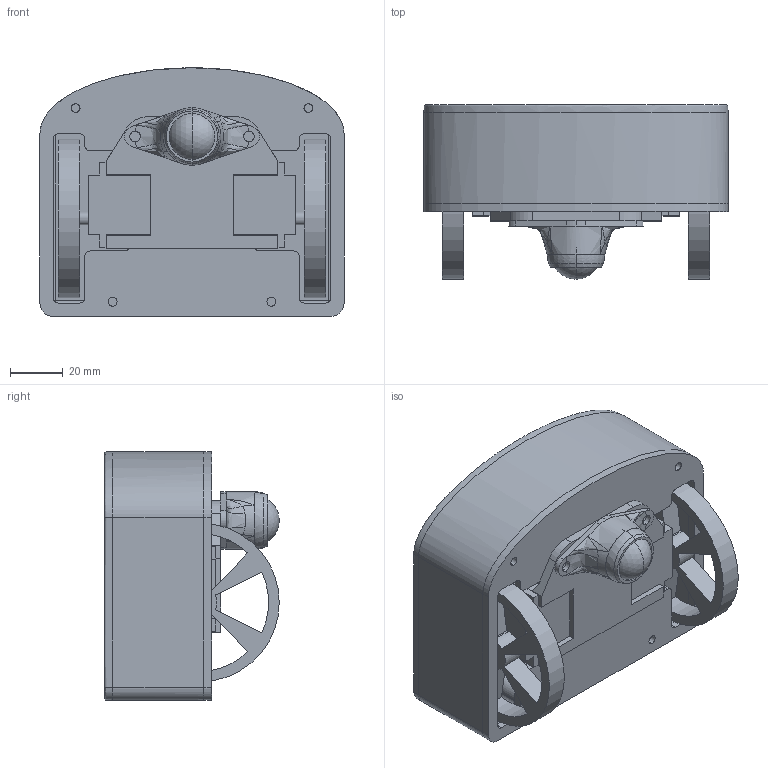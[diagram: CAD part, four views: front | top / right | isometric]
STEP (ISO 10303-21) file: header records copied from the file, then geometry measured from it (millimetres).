
FILE_DESCRIPTION (( 'STEP AP203' ), '1' );
FILE_NAME ('differential_drive_CAD.STEP', '2023-08-01T02:40:16', ( '' ), ( '' ), 'SwSTEP 2.0', 'SolidWorks 2021', '' );
FILE_SCHEMA (( 'CONFIG_CONTROL_DESIGN' ));
Length unit declared in the file: millimetre
Products named in the file (1): differential_drive_CAD
Bounding box: 115 x 66 x 94 mm (x, y, z)
Volume: 144855 mm3; surface area: 99629.9 mm2
Topology: 9 solids, 9 shells, 432 faces, 1201 edges, 759 vertices
Faces by surface type: plane 183, cylinder 165, bspline 44, sphere 30, torus 10
Entity records: 15272 total; most frequent: CARTESIAN_POINT 4715, ORIENTED_EDGE 2238, DIRECTION 2129, EDGE_CURVE 1119, AXIS2_PLACEMENT_3D 756, VERTEX_POINT 721, VECTOR 617, LINE 617
